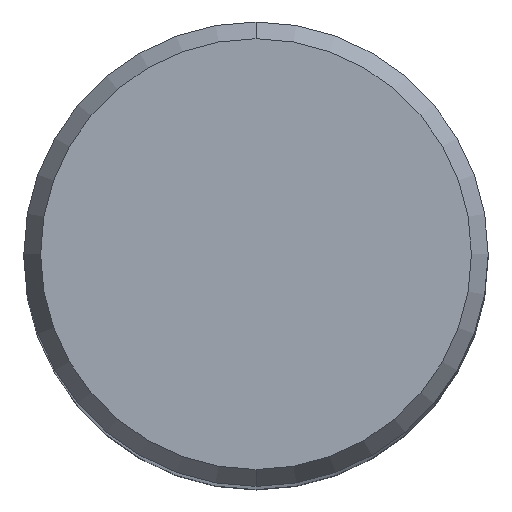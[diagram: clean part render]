
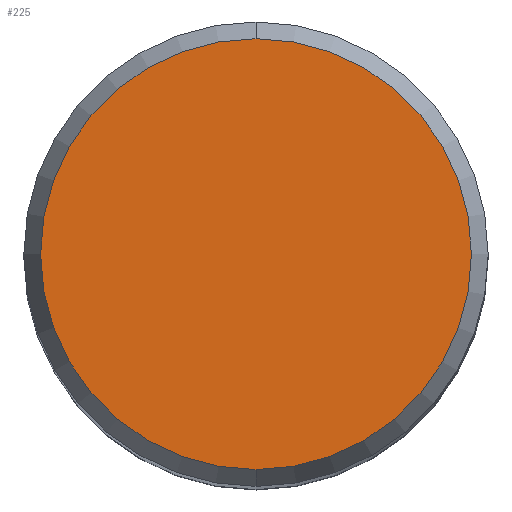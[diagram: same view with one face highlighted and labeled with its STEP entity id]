
A CAD part, top view. The second image highlights one B-rep face of the part: STEP entity #225.
In plain terms, the highlighted planar face has unit normal (0, 0, 1).
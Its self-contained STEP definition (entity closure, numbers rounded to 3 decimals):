
#195=VERTEX_POINT('',#466);
#225=ADVANCED_FACE('',(#497),#498,.T.);
#275=EDGE_CURVE('',#195,#313,#553,.T.);
#291=EDGE_CURVE('',#313,#195,#571,.T.);
#313=VERTEX_POINT('',#594);
#466=CARTESIAN_POINT('',(0.0,8.837,0.));
#497=FACE_OUTER_BOUND('',#996,.T.);
#498=PLANE('',#997);
#553=CIRCLE('',#1108,8.837);
#571=CIRCLE('',#1134,8.837);
#594=CARTESIAN_POINT('',(0.,-8.837,0.));
#996=EDGE_LOOP('',(#1471,#1472));
#997=AXIS2_PLACEMENT_3D('',#1473,#1474,#1475);
#1108=AXIS2_PLACEMENT_3D('',#1540,#1541,#1542);
#1134=AXIS2_PLACEMENT_3D('',#1565,#1566,#1567);
#1471=ORIENTED_EDGE('',*,*,#275,.F.);
#1472=ORIENTED_EDGE('',*,*,#291,.F.);
#1473=CARTESIAN_POINT('',(0.0,4.419,0.));
#1474=DIRECTION('',(-0.0,0.0,1.0));
#1475=DIRECTION('',(0.0,-1.0,0.0));
#1540=CARTESIAN_POINT('',(0.0,0.0,0.));
#1541=DIRECTION('',(0.0,0.0,-1.0));
#1542=DIRECTION('',(0.0,1.0,0.0));
#1565=CARTESIAN_POINT('',(0.0,0.0,0.));
#1566=DIRECTION('',(0.0,0.0,-1.0));
#1567=DIRECTION('',(0.0,1.0,0.0));
